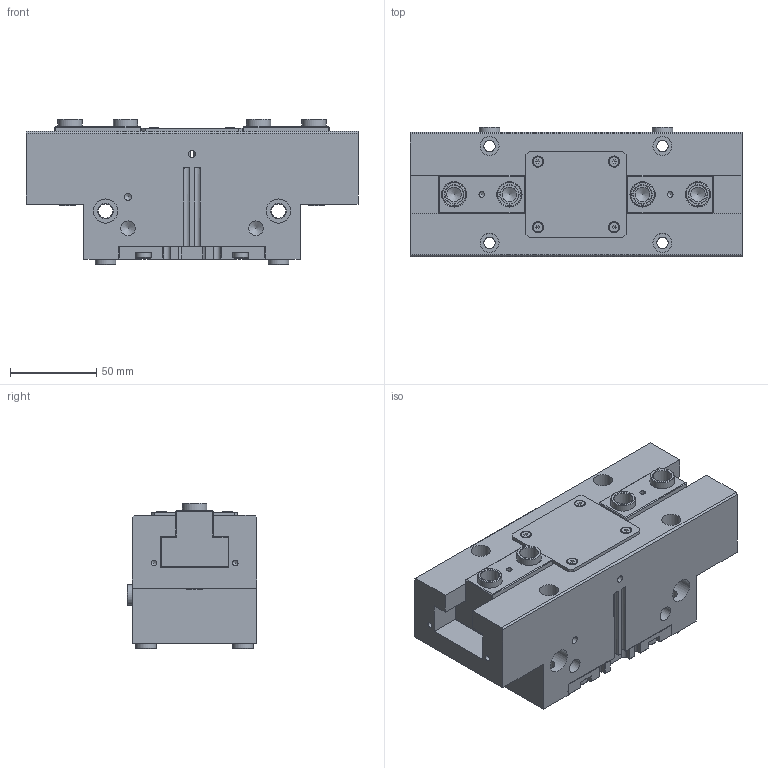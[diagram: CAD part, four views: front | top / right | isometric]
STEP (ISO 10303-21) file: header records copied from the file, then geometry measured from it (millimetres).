
FILE_DESCRIPTION(/* description */ ('ASSIEME CORSA 16 mm PER GRIFFA'),/* implementation_level */ '2;1');
FILE_NAME(/* name */ 'PGP-160-C1.stp',/* time_stamp */ '2020-06-12T11:14:45+02:00',/* author */ ('e.orio2'),/* organization */ (''),/* preprocessor_version */ 'ST-DEVELOPER v17',/* originating_system */ 'Autodesk Inventor 2019',/* authorisation */ '');
FILE_SCHEMA (('AUTOMOTIVE_DESIGN { 1 0 10303 214 3 1 1 }'));
Length unit declared in the file: millimetre
Products named in the file (11): PGP-160-C1; PGP 160 - CORPO-cliente; PGP 160 - FONDELLO-cliente; PGP 160 - COPERCHIO; PZP-160-GRIFFA C1-cliente; DIN 913 - M4 x 20; DIN 6912 - M5 x 12; ISO 10642 - M3 x  8; BOCCOLA 12H7L6.9; BOCCOLA SENSORE M8; BOCCOLA 14H7L8.9
Assembly tree (24 placements, depth 2):
  PGP-160-C1
    PGP 160 - CORPO-cliente
    PGP 160 - FONDELLO-cliente
    PGP 160 - COPERCHIO
    PZP-160-GRIFFA C1-cliente  x2
    DIN 913 - M4 x 20
    DIN 6912 - M5 x 12  x4
    ISO 10642 - M3 x  8  x4
    BOCCOLA 12H7L6.9  x4
    BOCCOLA SENSORE M8  x2
    BOCCOLA 14H7L8.9  x4
Bounding box: 192 x 75 x 84 mm (x, y, z)
Volume: 783105.2 mm3; surface area: 157154.3 mm2
Topology: 24 solids, 24 shells, 625 faces, 1679 edges, 1124 vertices
Faces by surface type: plane 320, cylinder 153, cone 122, bspline 30
Full cylindrical faces by diameter (mm): 2.459 x4, 2.5 x4, 3 x4, 3.242 x6, 3.3 x4, 3.5 x4, 4 x3, 4.134 x18, 4.2 x2, 5 x4, 5.4 x4, 5.54 x4, 6.5 x2, 6.647 x10, 8.2 x4, 8.376 x4, 8.5 x6, 8.566 x2, 9 x6, 10.6 x4, 11 x4, 12 x8, 14 x10
Entity records: 15017 total; most frequent: CARTESIAN_POINT 3238, DIRECTION 2346, ORIENTED_EDGE 2336, EDGE_CURVE 1168, AXIS2_PLACEMENT_3D 838, VERTEX_POINT 808, LINE 670, VECTOR 670
